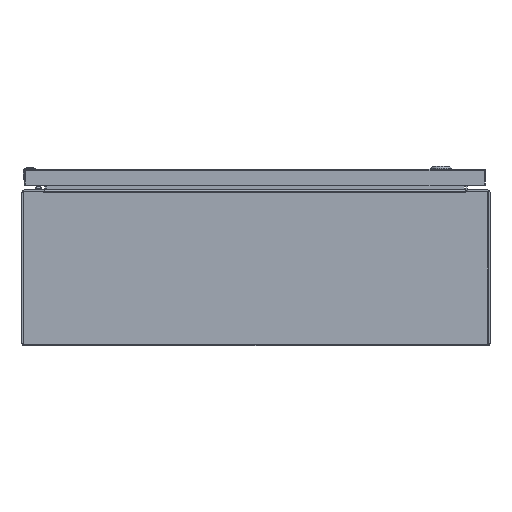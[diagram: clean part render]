
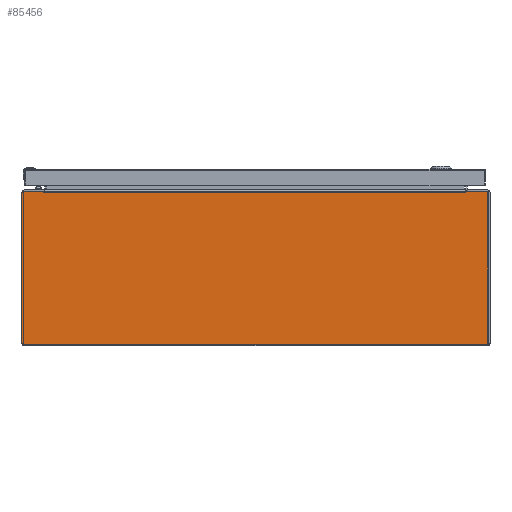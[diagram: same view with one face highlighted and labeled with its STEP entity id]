
A CAD part, front view. The second image highlights one B-rep face of the part: STEP entity #85456.
In plain terms, the highlighted planar face has unit normal (0, -1, 0).
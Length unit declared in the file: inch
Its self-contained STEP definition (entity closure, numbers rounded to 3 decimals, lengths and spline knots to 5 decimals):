
#354 = LINE ( 'NONE', #7177, #22027 ) ;
#1357 = ORIENTED_EDGE ( 'NONE', *, *, #79240, .F. ) ;
#1650 = EDGE_CURVE ( 'NONE', #70438, #14111, #86123, .T. ) ;
#2920 = ORIENTED_EDGE ( 'NONE', *, *, #36094, .T. ) ;
#2954 = CIRCLE ( 'NONE', #64818, 0.08 ) ;
#7177 = CARTESIAN_POINT ( 'NONE',  ( -10.88136, -15., 3.91 ) ) ;
#9848 = DIRECTION ( 'NONE',  ( -0.174, 0., -0.985 ) ) ;
#10271 = LINE ( 'NONE', #66854, #45058 ) ;
#10353 = CARTESIAN_POINT ( 'NONE',  ( -12., -15., 3.857 ) ) ;
#10584 = AXIS2_PLACEMENT_3D ( 'NONE', #37093, #93184, #83788 ) ;
#12882 = VERTEX_POINT ( 'NONE', #44498 ) ;
#13082 = VECTOR ( 'NONE', #46312, 39.37008 ) ;
#14111 = VERTEX_POINT ( 'NONE', #30649 ) ;
#17685 = CIRCLE ( 'NONE', #86256, 0.08 ) ;
#18137 = LINE ( 'NONE', #50097, #54384 ) ;
#19674 = VERTEX_POINT ( 'NONE', #31634 ) ;
#20579 = CIRCLE ( 'NONE', #10584, 0.08 ) ;
#20719 = VECTOR ( 'NONE', #81595, 39.37008 ) ;
#21641 = EDGE_CURVE ( 'NONE', #26880, #55519, #20579, .T. ) ;
#22027 = VECTOR ( 'NONE', #23440, 39.37008 ) ;
#22976 = VERTEX_POINT ( 'NONE', #53024 ) ;
#23440 = DIRECTION ( 'NONE',  ( 0.174, 0., -0.985 ) ) ;
#26004 = DIRECTION ( 'NONE',  ( 0., -1., 0. ) ) ;
#26402 = FACE_OUTER_BOUND ( 'NONE', #102158, .T. ) ;
#26423 = CARTESIAN_POINT ( 'NONE',  ( 11.874, -15., 3.857 ) ) ;
#26484 = ORIENTED_EDGE ( 'NONE', *, *, #1650, .F. ) ;
#26864 = CARTESIAN_POINT ( 'NONE',  ( -11.92, -15., -3.937 ) ) ;
#26880 = VERTEX_POINT ( 'NONE', #53820 ) ;
#27039 = ORIENTED_EDGE ( 'NONE', *, *, #65792, .T. ) ;
#28171 = ORIENTED_EDGE ( 'NONE', *, *, #99311, .T. ) ;
#28361 = LINE ( 'NONE', #44651, #30824 ) ;
#29189 = LINE ( 'NONE', #45468, #80351 ) ;
#30649 = CARTESIAN_POINT ( 'NONE',  ( -10.861, -15., 3.883 ) ) ;
#30824 = VECTOR ( 'NONE', #68744, 39.37008 ) ;
#31634 = CARTESIAN_POINT ( 'NONE',  ( 11.794, -15., 3.937 ) ) ;
#31971 = DIRECTION ( 'NONE',  ( 0., 0., -1. ) ) ;
#32455 = VECTOR ( 'NONE', #41045, 39.37008 ) ;
#33033 = AXIS2_PLACEMENT_3D ( 'NONE', #82288, #74415, #31971 ) ;
#33845 = LINE ( 'NONE', #97316, #20719 ) ;
#35899 = ORIENTED_EDGE ( 'NONE', *, *, #39658, .T. ) ;
#36094 = EDGE_CURVE ( 'NONE', #51673, #26880, #29189, .T. ) ;
#36312 = CIRCLE ( 'NONE', #33033, 0.08 ) ;
#37093 = CARTESIAN_POINT ( 'NONE',  ( -11.92, -15., 3.857 ) ) ;
#37288 = DIRECTION ( 'NONE',  ( 0., -1., 0. ) ) ;
#37612 = VERTEX_POINT ( 'NONE', #102984 ) ;
#39658 = EDGE_CURVE ( 'NONE', #55519, #37612, #55055, .T. ) ;
#40830 = ORIENTED_EDGE ( 'NONE', *, *, #101528, .T. ) ;
#40889 = VERTEX_POINT ( 'NONE', #48438 ) ;
#41045 = DIRECTION ( 'NONE',  ( -1., 0., 0. ) ) ;
#41633 = DIRECTION ( 'NONE',  ( 0., -1., 0. ) ) ;
#41742 = CARTESIAN_POINT ( 'NONE',  ( -11.92, -15., -3.857 ) ) ;
#42964 = EDGE_CURVE ( 'NONE', #19674, #12882, #65640, .T. ) ;
#44498 = CARTESIAN_POINT ( 'NONE',  ( 10.76012, -15., 3.937 ) ) ;
#44651 = CARTESIAN_POINT ( 'NONE',  ( 11.874, -15., 0. ) ) ;
#45058 = VECTOR ( 'NONE', #97301, 39.37008 ) ;
#45468 = CARTESIAN_POINT ( 'NONE',  ( -0.063, -15., 3.937 ) ) ;
#46312 = DIRECTION ( 'NONE',  ( 1., 0., 0. ) ) ;
#48438 = CARTESIAN_POINT ( 'NONE',  ( 10.7506, -15., 3.883 ) ) ;
#49027 = EDGE_CURVE ( 'NONE', #37612, #86347, #2954, .T. ) ;
#49766 = CARTESIAN_POINT ( 'NONE',  ( -10.8766, -15., 3.883 ) ) ;
#50097 = CARTESIAN_POINT ( 'NONE',  ( -0.063, -15., 3.883 ) ) ;
#51537 = CARTESIAN_POINT ( 'NONE',  ( -0.063, -15., 0. ) ) ;
#51673 = VERTEX_POINT ( 'NONE', #93335 ) ;
#53024 = CARTESIAN_POINT ( 'NONE',  ( 11.874, -15., -3.857 ) ) ;
#53820 = CARTESIAN_POINT ( 'NONE',  ( -11.92, -15., 3.937 ) ) ;
#54384 = VECTOR ( 'NONE', #82589, 39.37008 ) ;
#54390 = ORIENTED_EDGE ( 'NONE', *, *, #49027, .T. ) ;
#55055 = LINE ( 'NONE', #101737, #100564 ) ;
#55519 = VERTEX_POINT ( 'NONE', #10353 ) ;
#56514 = LINE ( 'NONE', #97380, #94322 ) ;
#57968 = DIRECTION ( 'NONE',  ( 0., 0., -1. ) ) ;
#61013 = ORIENTED_EDGE ( 'NONE', *, *, #61392, .T. ) ;
#61188 = DIRECTION ( 'NONE',  ( -1., 0., 0. ) ) ;
#61243 = ORIENTED_EDGE ( 'NONE', *, *, #68981, .T. ) ;
#61392 = EDGE_CURVE ( 'NONE', #22976, #64678, #28361, .T. ) ;
#61411 = DIRECTION ( 'NONE',  ( 0., 0., -1. ) ) ;
#63573 = CARTESIAN_POINT ( 'NONE',  ( -0.063, -15., 3.937 ) ) ;
#64678 = VERTEX_POINT ( 'NONE', #26423 ) ;
#64818 = AXIS2_PLACEMENT_3D ( 'NONE', #41742, #26004, #57968 ) ;
#65640 = LINE ( 'NONE', #63573, #32455 ) ;
#65792 = EDGE_CURVE ( 'NONE', #84456, #22976, #36312, .T. ) ;
#66854 = CARTESIAN_POINT ( 'NONE',  ( -0.063, -15., -3.937 ) ) ;
#68744 = DIRECTION ( 'NONE',  ( 0., 0., 1. ) ) ;
#68981 = EDGE_CURVE ( 'NONE', #86347, #84456, #10271, .T. ) ;
#70438 = VERTEX_POINT ( 'NONE', #49766 ) ;
#70816 = CARTESIAN_POINT ( 'NONE',  ( 11.794, -15., 3.857 ) ) ;
#73081 = PLANE ( 'NONE',  #87922 ) ;
#73594 = DIRECTION ( 'NONE',  ( 0., 0., -1. ) ) ;
#74415 = DIRECTION ( 'NONE',  ( 0., -1., 0. ) ) ;
#77331 = ORIENTED_EDGE ( 'NONE', *, *, #83676, .T. ) ;
#79240 = EDGE_CURVE ( 'NONE', #51673, #70438, #354, .T. ) ;
#79462 = ORIENTED_EDGE ( 'NONE', *, *, #98603, .T. ) ;
#80351 = VECTOR ( 'NONE', #61188, 39.37008 ) ;
#80394 = CARTESIAN_POINT ( 'NONE',  ( 11.794, -15., -3.937 ) ) ;
#81208 = ORIENTED_EDGE ( 'NONE', *, *, #42964, .T. ) ;
#81595 = DIRECTION ( 'NONE',  ( -1., 0., 0. ) ) ;
#81915 = VERTEX_POINT ( 'NONE', #89601 ) ;
#82288 = CARTESIAN_POINT ( 'NONE',  ( 11.794, -15., -3.857 ) ) ;
#82589 = DIRECTION ( 'NONE',  ( -1., 0., 0. ) ) ;
#83676 = EDGE_CURVE ( 'NONE', #64678, #19674, #17685, .T. ) ;
#83788 = DIRECTION ( 'NONE',  ( 0., 0., -1. ) ) ;
#84456 = VERTEX_POINT ( 'NONE', #80394 ) ;
#85456 = ADVANCED_FACE ( 'NONE', ( #26402 ), #73081, .T. ) ;
#85471 = DIRECTION ( 'NONE',  ( 0., 0., -1. ) ) ;
#86123 = LINE ( 'NONE', #93478, #13082 ) ;
#86256 = AXIS2_PLACEMENT_3D ( 'NONE', #70816, #37288, #61411 ) ;
#86347 = VERTEX_POINT ( 'NONE', #26864 ) ;
#87922 = AXIS2_PLACEMENT_3D ( 'NONE', #51537, #41633, #73594 ) ;
#89601 = CARTESIAN_POINT ( 'NONE',  ( 10.735, -15., 3.883 ) ) ;
#93184 = DIRECTION ( 'NONE',  ( 0., -1., 0. ) ) ;
#93335 = CARTESIAN_POINT ( 'NONE',  ( -10.88612, -15., 3.937 ) ) ;
#93478 = CARTESIAN_POINT ( 'NONE',  ( -10.86878, -15., 3.883 ) ) ;
#94322 = VECTOR ( 'NONE', #9848, 39.37008 ) ;
#95550 = ORIENTED_EDGE ( 'NONE', *, *, #21641, .T. ) ;
#97301 = DIRECTION ( 'NONE',  ( 1., 0., 0. ) ) ;
#97316 = CARTESIAN_POINT ( 'NONE',  ( 10.74278, -15., 3.883 ) ) ;
#97380 = CARTESIAN_POINT ( 'NONE',  ( 10.75536, -15., 3.91 ) ) ;
#98603 = EDGE_CURVE ( 'NONE', #81915, #14111, #18137, .T. ) ;
#99311 = EDGE_CURVE ( 'NONE', #40889, #81915, #33845, .T. ) ;
#100564 = VECTOR ( 'NONE', #85471, 39.37008 ) ;
#101528 = EDGE_CURVE ( 'NONE', #12882, #40889, #56514, .T. ) ;
#101737 = CARTESIAN_POINT ( 'NONE',  ( -12., -15., 0. ) ) ;
#102158 = EDGE_LOOP ( 'NONE', ( #26484, #1357, #2920, #95550, #35899, #54390, #61243, #27039, #61013, #77331, #81208, #40830, #28171, #79462 ) ) ;
#102984 = CARTESIAN_POINT ( 'NONE',  ( -12., -15., -3.857 ) ) ;
